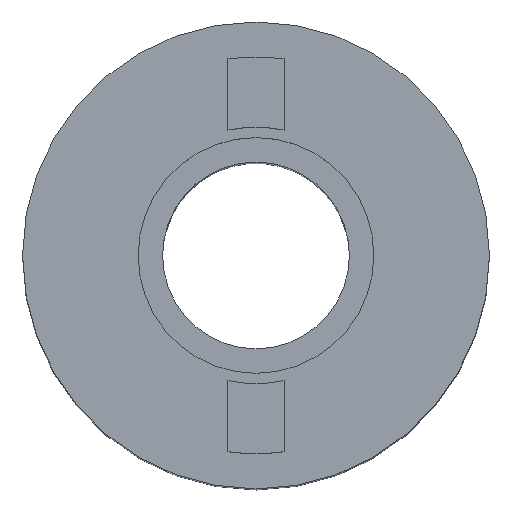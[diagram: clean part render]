
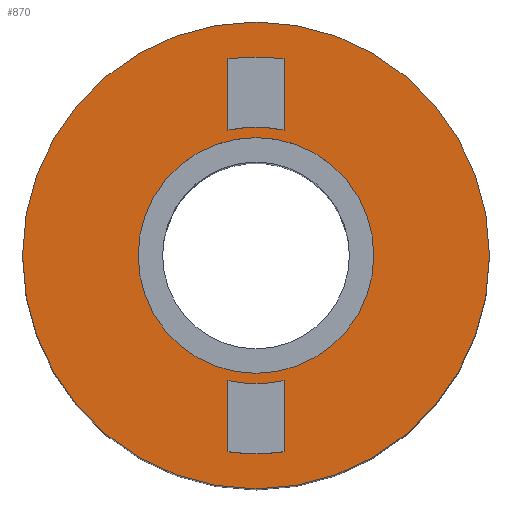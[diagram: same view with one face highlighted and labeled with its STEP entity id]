
A CAD part, top view. The second image highlights one B-rep face of the part: STEP entity #870.
In plain terms, the highlighted planar face has unit normal (0, 0, 1).
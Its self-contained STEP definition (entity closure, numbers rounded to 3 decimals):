
#10 = EDGE_CURVE ( 'NONE', #854, #835, #169, .T. ) ;
#67 = VERTEX_POINT ( 'NONE', #269 ) ;
#71 = EDGE_CURVE ( 'NONE', #933, #78, #220, .T. ) ;
#72 = EDGE_CURVE ( 'NONE', #67, #73, #274, .T. ) ;
#73 = VERTEX_POINT ( 'NONE', #285 ) ;
#78 = VERTEX_POINT ( 'NONE', #294 ) ;
#136 = CARTESIAN_POINT ( 'NONE',  ( 1.2, -5.367, 32. ) ) ;
#143 = DIRECTION ( 'NONE',  ( 1., 0., 0. ) ) ;
#144 = DIRECTION ( 'NONE',  ( 0., 0., 1. ) ) ;
#145 = CARTESIAN_POINT ( 'NONE',  ( 0., 0., 32. ) ) ;
#149 = AXIS2_PLACEMENT_3D ( 'NONE', #145, #144, #143 ) ;
#154 = AXIS2_PLACEMENT_3D ( 'NONE', #162, #178, #158 ) ;
#158 = DIRECTION ( 'NONE',  ( -1., 0., 0. ) ) ;
#162 = CARTESIAN_POINT ( 'NONE',  ( 0., 0., 32. ) ) ;
#169 = CIRCLE ( 'NONE', #154, 10. ) ;
#178 = DIRECTION ( 'NONE',  ( 0., 0., -1. ) ) ;
#211 = DIRECTION ( 'NONE',  ( 0., 0., -1. ) ) ;
#213 = CIRCLE ( 'NONE', #275, 10. ) ;
#217 = DIRECTION ( 'NONE',  ( 0., 0., -1. ) ) ;
#218 = CARTESIAN_POINT ( 'NONE',  ( 0., 0., 32. ) ) ;
#219 = AXIS2_PLACEMENT_3D ( 'NONE', #218, #217, #276 ) ;
#220 = CIRCLE ( 'NONE', #219, 8.5 ) ;
#269 = CARTESIAN_POINT ( 'NONE',  ( -5.05, 0., 32. ) ) ;
#273 = CARTESIAN_POINT ( 'NONE',  ( 0., 0., 32. ) ) ;
#274 = CIRCLE ( 'NONE', #149, 5.05 ) ;
#275 = AXIS2_PLACEMENT_3D ( 'NONE', #273, #211, #284 ) ;
#276 = DIRECTION ( 'NONE',  ( -1., 0., 0. ) ) ;
#284 = DIRECTION ( 'NONE',  ( -1., 0., 0. ) ) ;
#285 = CARTESIAN_POINT ( 'NONE',  ( 5.05, 0., 32. ) ) ;
#294 = CARTESIAN_POINT ( 'NONE',  ( -1.2, -8.415, 32. ) ) ;
#320 = CIRCLE ( 'NONE', #328, 5.5 ) ;
#321 = AXIS2_PLACEMENT_3D ( 'NONE', #332, #339, #338 ) ;
#323 = CIRCLE ( 'NONE', #321, 5.5 ) ;
#326 = DIRECTION ( 'NONE',  ( -1., 0., 0. ) ) ;
#327 = DIRECTION ( 'NONE',  ( 0., 0., -1. ) ) ;
#328 = AXIS2_PLACEMENT_3D ( 'NONE', #334, #327, #326 ) ;
#332 = CARTESIAN_POINT ( 'NONE',  ( 0., 0., 32. ) ) ;
#333 = CARTESIAN_POINT ( 'NONE',  ( 1.2, 5.367, 32. ) ) ;
#334 = CARTESIAN_POINT ( 'NONE',  ( 0., 0., 32. ) ) ;
#338 = DIRECTION ( 'NONE',  ( -1., 0., 0. ) ) ;
#339 = DIRECTION ( 'NONE',  ( 0., 0., -1. ) ) ;
#340 = CARTESIAN_POINT ( 'NONE',  ( -1.2, -5.367, 32. ) ) ;
#345 = EDGE_CURVE ( 'NONE', #364, #351, #323, .T. ) ;
#349 = VERTEX_POINT ( 'NONE', #340 ) ;
#351 = VERTEX_POINT ( 'NONE', #333 ) ;
#352 = EDGE_CURVE ( 'NONE', #1007, #349, #320, .T. ) ;
#364 = VERTEX_POINT ( 'NONE', #368 ) ;
#368 = CARTESIAN_POINT ( 'NONE',  ( -1.2, 5.367, 32. ) ) ;
#428 = CARTESIAN_POINT ( 'NONE',  ( -10., 0., 32. ) ) ;
#482 = CARTESIAN_POINT ( 'NONE',  ( 10., 0., 32. ) ) ;
#491 = DIRECTION ( 'NONE',  ( 0., -1., 0. ) ) ;
#492 = VECTOR ( 'NONE', #491, 1000. ) ;
#493 = CARTESIAN_POINT ( 'NONE',  ( -1.2, -5.367, 32. ) ) ;
#494 = LINE ( 'NONE', #493, #492 ) ;
#495 = DIRECTION ( 'NONE',  ( -1., 0., 0. ) ) ;
#496 = FACE_BOUND ( 'NONE', #881, .T. ) ;
#497 = FACE_BOUND ( 'NONE', #807, .T. ) ;
#498 = FACE_OUTER_BOUND ( 'NONE', #880, .T. ) ;
#499 = PLANE ( 'NONE',  #500 ) ;
#500 = AXIS2_PLACEMENT_3D ( 'NONE', #502, #501, #495 ) ;
#501 = DIRECTION ( 'NONE',  ( 0., 0., -1. ) ) ;
#502 = CARTESIAN_POINT ( 'NONE',  ( 0., 10., 32. ) ) ;
#503 = FACE_BOUND ( 'NONE', #862, .T. ) ;
#571 = DIRECTION ( 'NONE',  ( 0., -1., 0. ) ) ;
#572 = VECTOR ( 'NONE', #571, 1000. ) ;
#591 = CARTESIAN_POINT ( 'NONE',  ( 1.2, -8.415, 32. ) ) ;
#606 = DIRECTION ( 'NONE',  ( 0., 1., 0. ) ) ;
#607 = VECTOR ( 'NONE', #606, 1000. ) ;
#609 = CARTESIAN_POINT ( 'NONE',  ( 1.2, 8.415, 32. ) ) ;
#610 = LINE ( 'NONE', #609, #607 ) ;
#611 = CARTESIAN_POINT ( 'NONE',  ( 1.2, 8.415, 32. ) ) ;
#638 = VECTOR ( 'NONE', #669, 1000. ) ;
#640 = CARTESIAN_POINT ( 'NONE',  ( 0., 0., 32. ) ) ;
#643 = CARTESIAN_POINT ( 'NONE',  ( 1.2, -5.367, 32. ) ) ;
#645 = CARTESIAN_POINT ( 'NONE',  ( -1.2, 8.415, 32. ) ) ;
#646 = LINE ( 'NONE', #645, #572 ) ;
#650 = DIRECTION ( 'NONE',  ( 0., 0., 1. ) ) ;
#659 = CIRCLE ( 'NONE', #671, 5.05 ) ;
#660 = DIRECTION ( 'NONE',  ( 1., 0., 0. ) ) ;
#668 = LINE ( 'NONE', #643, #638 ) ;
#669 = DIRECTION ( 'NONE',  ( 0., 1., 0. ) ) ;
#671 = AXIS2_PLACEMENT_3D ( 'NONE', #640, #650, #660 ) ;
#710 = CARTESIAN_POINT ( 'NONE',  ( -1.2, 8.415, 32. ) ) ;
#718 = CARTESIAN_POINT ( 'NONE',  ( 0., 0., 32. ) ) ;
#719 = DIRECTION ( 'NONE',  ( -1., 0., 0. ) ) ;
#720 = DIRECTION ( 'NONE',  ( 0., 0., -1. ) ) ;
#721 = AXIS2_PLACEMENT_3D ( 'NONE', #718, #720, #719 ) ;
#722 = CIRCLE ( 'NONE', #721, 8.5 ) ;
#807 = EDGE_LOOP ( 'NONE', ( #872, #865 ) ) ;
#819 = EDGE_CURVE ( 'NONE', #835, #854, #213, .T. ) ;
#835 = VERTEX_POINT ( 'NONE', #428 ) ;
#854 = VERTEX_POINT ( 'NONE', #482 ) ;
#862 = EDGE_LOOP ( 'NONE', ( #866, #868, #877, #867 ) ) ;
#865 = ORIENTED_EDGE ( 'NONE', *, *, #72, .F. ) ;
#866 = ORIENTED_EDGE ( 'NONE', *, *, #876, .F. ) ;
#867 = ORIENTED_EDGE ( 'NONE', *, *, #352, .F. ) ;
#868 = ORIENTED_EDGE ( 'NONE', *, *, #71, .T. ) ;
#869 = EDGE_CURVE ( 'NONE', #349, #78, #494, .T. ) ;
#870 = ADVANCED_FACE ( 'NONE', ( #497, #503, #498, #496 ), #499, .F. ) ;
#871 = EDGE_CURVE ( 'NONE', #73, #67, #659, .T. ) ;
#872 = ORIENTED_EDGE ( 'NONE', *, *, #871, .F. ) ;
#876 = EDGE_CURVE ( 'NONE', #933, #1007, #668, .T. ) ;
#877 = ORIENTED_EDGE ( 'NONE', *, *, #869, .F. ) ;
#878 = ORIENTED_EDGE ( 'NONE', *, *, #945, .F. ) ;
#879 = ORIENTED_EDGE ( 'NONE', *, *, #1002, .T. ) ;
#880 = EDGE_LOOP ( 'NONE', ( #888, #889 ) ) ;
#881 = EDGE_LOOP ( 'NONE', ( #879, #878, #947, #946 ) ) ;
#888 = ORIENTED_EDGE ( 'NONE', *, *, #819, .F. ) ;
#889 = ORIENTED_EDGE ( 'NONE', *, *, #10, .F. ) ;
#933 = VERTEX_POINT ( 'NONE', #591 ) ;
#945 = EDGE_CURVE ( 'NONE', #351, #996, #610, .T. ) ;
#946 = ORIENTED_EDGE ( 'NONE', *, *, #960, .F. ) ;
#947 = ORIENTED_EDGE ( 'NONE', *, *, #345, .F. ) ;
#960 = EDGE_CURVE ( 'NONE', #993, #364, #646, .T. ) ;
#993 = VERTEX_POINT ( 'NONE', #710 ) ;
#996 = VERTEX_POINT ( 'NONE', #611 ) ;
#1002 = EDGE_CURVE ( 'NONE', #993, #996, #722, .T. ) ;
#1007 = VERTEX_POINT ( 'NONE', #136 ) ;
